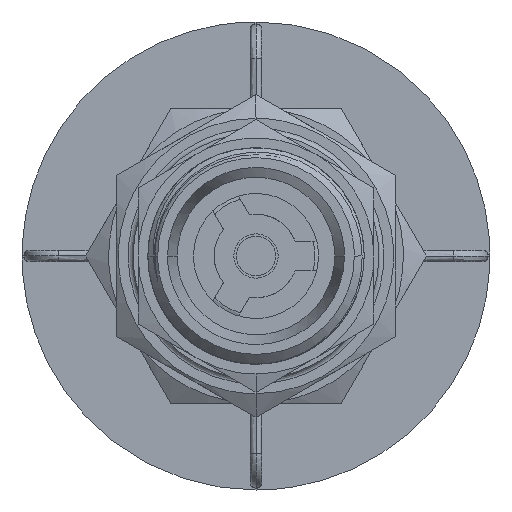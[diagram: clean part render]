
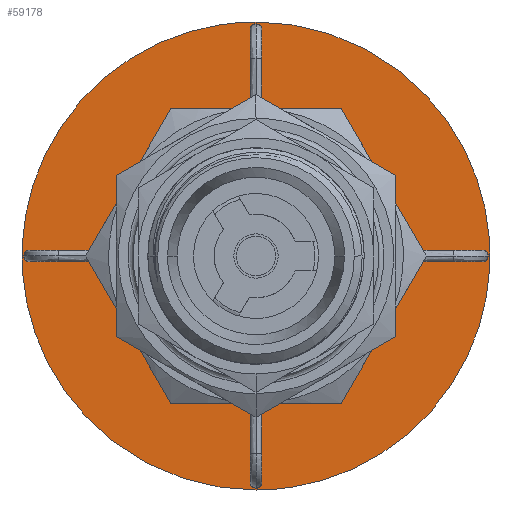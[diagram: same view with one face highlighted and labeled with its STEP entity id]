
A CAD part, left-side view. The second image highlights one B-rep face of the part: STEP entity #59178.
In plain terms, the highlighted free-form (B-spline) face has degree [1, 1] with [2, 2] control points.
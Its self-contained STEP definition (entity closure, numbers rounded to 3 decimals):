
#59061 = VERTEX_POINT('',#59062);
#59062 = CARTESIAN_POINT('',(-181.82,0.,15.838));
#59067 = EDGE_CURVE('',#59061,#59068,#59070,.T.);
#59068 = VERTEX_POINT('',#59069);
#59069 = CARTESIAN_POINT('',(-181.82,0.,
    -15.838));
#59070 = ( BOUNDED_CURVE() B_SPLINE_CURVE(2,(#59071,#59072,#59073,#59074
,#59075),.UNSPECIFIED.,.F.,.F.) B_SPLINE_CURVE_WITH_KNOTS((3,2,3),(
    3.142,4.712,6.283),
.PIECEWISE_BEZIER_KNOTS.) CURVE() GEOMETRIC_REPRESENTATION_ITEM() 
RATIONAL_B_SPLINE_CURVE((1.,0.707,1.,0.707,1.)) 
REPRESENTATION_ITEM('') );
#59071 = CARTESIAN_POINT('',(-181.82,0.,
    15.838));
#59072 = CARTESIAN_POINT('',(-181.82,-15.838,
    15.838));
#59073 = CARTESIAN_POINT('',(-181.82,-15.838,
    0.));
#59074 = CARTESIAN_POINT('',(-181.82,-15.838,
    -15.838));
#59075 = CARTESIAN_POINT('',(-181.82,0.,
    -15.838));
#59119 = VERTEX_POINT('',#59120);
#59120 = CARTESIAN_POINT('',(-181.82,0.,
    -25.13));
#59125 = EDGE_CURVE('',#59119,#59126,#59128,.T.);
#59126 = VERTEX_POINT('',#59127);
#59127 = CARTESIAN_POINT('',(-181.82,0.,25.13));
#59128 = ( BOUNDED_CURVE() B_SPLINE_CURVE(2,(#59129,#59130,#59131,#59132
,#59133),.UNSPECIFIED.,.F.,.F.) B_SPLINE_CURVE_WITH_KNOTS((3,2,3),(0.,
1.571,3.142),.PIECEWISE_BEZIER_KNOTS.) CURVE() 
GEOMETRIC_REPRESENTATION_ITEM() RATIONAL_B_SPLINE_CURVE((1.,
0.707,1.,0.707,1.)) REPRESENTATION_ITEM('') );
#59129 = CARTESIAN_POINT('',(-181.82,0.,-25.13));
#59130 = CARTESIAN_POINT('',(-181.82,25.13,
    -25.13));
#59131 = CARTESIAN_POINT('',(-181.82,25.13,
    0.));
#59132 = CARTESIAN_POINT('',(-181.82,25.13,
    25.13));
#59133 = CARTESIAN_POINT('',(-181.82,0.,
    25.13));
#59178 = ADVANCED_FACE('',(#59179,#59190),#59201,.F.);
#59179 = FACE_BOUND('',#59180,.T.);
#59180 = EDGE_LOOP('',(#59181,#59189));
#59181 = ORIENTED_EDGE('',*,*,#59182,.F.);
#59182 = EDGE_CURVE('',#59126,#59119,#59183,.T.);
#59183 = ( BOUNDED_CURVE() B_SPLINE_CURVE(2,(#59184,#59185,#59186,#59187
,#59188),.UNSPECIFIED.,.F.,.F.) B_SPLINE_CURVE_WITH_KNOTS((3,2,3),(
    3.142,4.712,6.283),
.PIECEWISE_BEZIER_KNOTS.) CURVE() GEOMETRIC_REPRESENTATION_ITEM() 
RATIONAL_B_SPLINE_CURVE((1.,0.707,1.,0.707,1.)) 
REPRESENTATION_ITEM('') );
#59184 = CARTESIAN_POINT('',(-181.82,0.,
    25.13));
#59185 = CARTESIAN_POINT('',(-181.82,-25.13,
    25.13));
#59186 = CARTESIAN_POINT('',(-181.82,-25.13,
    0.));
#59187 = CARTESIAN_POINT('',(-181.82,-25.13,
    -25.13));
#59188 = CARTESIAN_POINT('',(-181.82,0.,
    -25.13));
#59189 = ORIENTED_EDGE('',*,*,#59125,.F.);
#59190 = FACE_BOUND('',#59191,.T.);
#59191 = EDGE_LOOP('',(#59192,#59193));
#59192 = ORIENTED_EDGE('',*,*,#59067,.T.);
#59193 = ORIENTED_EDGE('',*,*,#59194,.T.);
#59194 = EDGE_CURVE('',#59068,#59061,#59195,.T.);
#59195 = ( BOUNDED_CURVE() B_SPLINE_CURVE(2,(#59196,#59197,#59198,#59199
,#59200),.UNSPECIFIED.,.F.,.F.) B_SPLINE_CURVE_WITH_KNOTS((3,2,3),(0.,
1.571,3.142),.PIECEWISE_BEZIER_KNOTS.) CURVE() 
GEOMETRIC_REPRESENTATION_ITEM() RATIONAL_B_SPLINE_CURVE((1.,
0.707,1.,0.707,1.)) REPRESENTATION_ITEM('') );
#59196 = CARTESIAN_POINT('',(-181.82,0.,-15.838));
#59197 = CARTESIAN_POINT('',(-181.82,15.838,
    -15.838));
#59198 = CARTESIAN_POINT('',(-181.82,15.838,
    0.));
#59199 = CARTESIAN_POINT('',(-181.82,15.838,
    15.838));
#59200 = CARTESIAN_POINT('',(-181.82,0.,
    15.838));
#59201 = B_SPLINE_SURFACE_WITH_KNOTS('',1,1,(
    (#59202,#59203)
    ,(#59204,#59205
  )),.UNSPECIFIED.,.F.,.F.,.F.,(2,2),(2,2),(-23.8,23.8),(-23.8,23.8),
  .PIECEWISE_BEZIER_KNOTS.);
#59202 = CARTESIAN_POINT('',(-181.82,-25.13,
    25.13));
#59203 = CARTESIAN_POINT('',(-181.82,25.13,
    25.13));
#59204 = CARTESIAN_POINT('',(-181.82,-25.13,
    -25.13));
#59205 = CARTESIAN_POINT('',(-181.82,25.13,
    -25.13));
